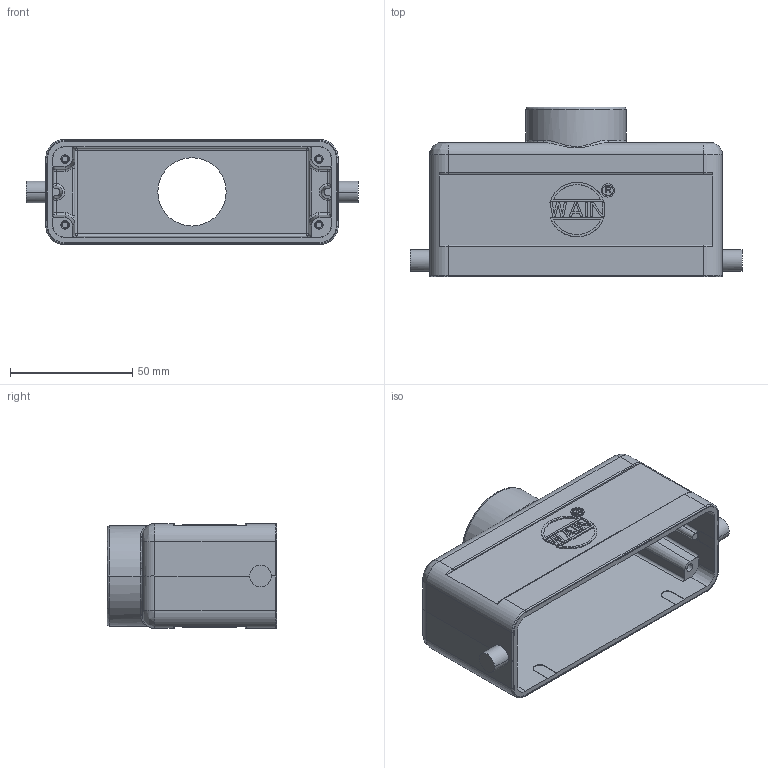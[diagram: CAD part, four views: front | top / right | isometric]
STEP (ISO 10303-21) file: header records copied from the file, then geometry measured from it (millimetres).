
FILE_DESCRIPTION((''),'2;1');
FILE_NAME('3D_1110244151004_H24B-TE-2B-M32','2019-08-05T',('zl.chen'),(''),'PRO/ENGINEER BY PARAMETRIC TECHNOLOGY CORPORATION, 2013430','PRO/ENGINEER BY PARAMETRIC TECHNOLOGY CORPORATION, 2013430','');
FILE_SCHEMA(('CONFIG_CONTROL_DESIGN','SHAPE_APPEARANCE_LAYERS_GROUPS'));
Length unit declared in the file: millimetre
Products named in the file (1): 3D_1110244151004_H24B-TE-2B-M32
Bounding box: 136 x 69.5 x 43 mm (x, y, z)
Volume: 77374.9 mm3; surface area: 45402.3 mm2
Topology: 1 solids, 1 shells, 427 faces, 1091 edges, 687 vertices
Faces by surface type: plane 245, cylinder 90, cone 28, torus 22, bspline 18, sphere 16, extrusion 8
Entity records: 14100 total; most frequent: CARTESIAN_POINT 3700, ORIENTED_EDGE 2150, DIRECTION 2052, EDGE_CURVE 1075, VECTOR 728, LINE 720, VERTEX_POINT 687, AXIS2_PLACEMENT_3D 662
